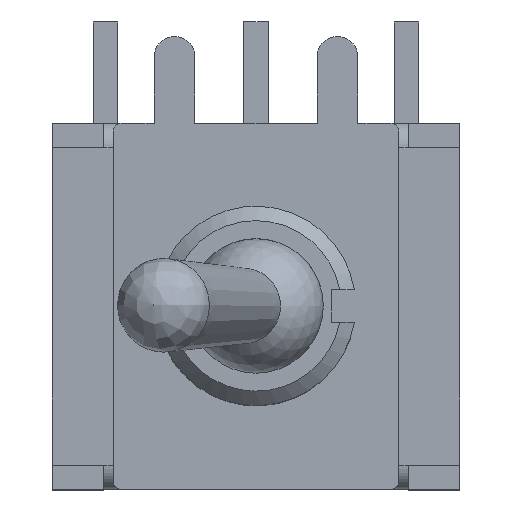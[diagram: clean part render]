
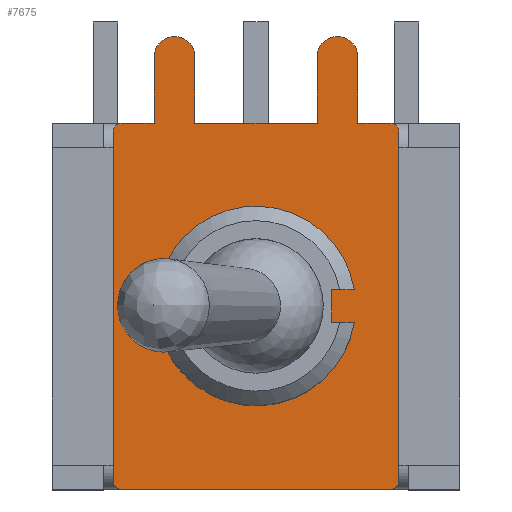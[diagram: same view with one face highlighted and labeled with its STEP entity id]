
A CAD part, top view. The second image highlights one B-rep face of the part: STEP entity #7675.
In plain terms, the highlighted planar face has unit normal (0, 0, 1).
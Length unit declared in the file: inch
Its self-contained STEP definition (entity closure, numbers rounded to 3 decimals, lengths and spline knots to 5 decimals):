
#229=FACE_BOUND('',#704,.T.);
#253=FACE_OUTER_BOUND('',#703,.T.);
#703=EDGE_LOOP('',(#5062,#5063,#5064,#5065,#5066,#5067,#5068,#5069,#5070,
#5071,#5072,#5073,#5074,#5075,#5076,#5077));
#704=EDGE_LOOP('',(#5078,#5079,#5080,#5081));
#1179=CIRCLE('',#8155,0.00984);
#1180=CIRCLE('',#8156,0.00984);
#1181=CIRCLE('',#8157,0.00984);
#1182=CIRCLE('',#8158,0.00984);
#1183=CIRCLE('',#8159,0.025);
#1184=CIRCLE('',#8160,0.025);
#1185=CIRCLE('',#8161,0.12244);
#1338=LINE('',#11018,#2255);
#1339=LINE('',#11022,#2256);
#1340=LINE('',#11026,#2257);
#1341=LINE('',#11030,#2258);
#1342=LINE('',#11032,#2259);
#1343=LINE('',#11036,#2260);
#1344=LINE('',#11038,#2261);
#1345=LINE('',#11040,#2262);
#1346=LINE('',#11044,#2263);
#1347=LINE('',#11045,#2264);
#1348=LINE('',#11048,#2265);
#1349=LINE('',#11050,#2266);
#1350=LINE('',#11052,#2267);
#2255=VECTOR('',#8817,0.3937);
#2256=VECTOR('',#8820,0.3937);
#2257=VECTOR('',#8823,0.3937);
#2258=VECTOR('',#8826,0.3937);
#2259=VECTOR('',#8827,0.3937);
#2260=VECTOR('',#8830,0.3937);
#2261=VECTOR('',#8831,0.3937);
#2262=VECTOR('',#8832,0.3937);
#2263=VECTOR('',#8835,0.3937);
#2264=VECTOR('',#8836,0.3937);
#2265=VECTOR('',#8837,0.3937);
#2266=VECTOR('',#8838,0.3937);
#2267=VECTOR('',#8839,0.3937);
#3178=VERTEX_POINT('',#11014);
#3179=VERTEX_POINT('',#11015);
#3180=VERTEX_POINT('',#11017);
#3181=VERTEX_POINT('',#11019);
#3182=VERTEX_POINT('',#11021);
#3183=VERTEX_POINT('',#11023);
#3184=VERTEX_POINT('',#11025);
#3185=VERTEX_POINT('',#11027);
#3186=VERTEX_POINT('',#11029);
#3187=VERTEX_POINT('',#11031);
#3188=VERTEX_POINT('',#11033);
#3189=VERTEX_POINT('',#11035);
#3190=VERTEX_POINT('',#11037);
#3191=VERTEX_POINT('',#11039);
#3192=VERTEX_POINT('',#11041);
#3193=VERTEX_POINT('',#11043);
#3194=VERTEX_POINT('',#11046);
#3195=VERTEX_POINT('',#11047);
#3196=VERTEX_POINT('',#11049);
#3197=VERTEX_POINT('',#11051);
#3908=EDGE_CURVE('',#3178,#3179,#1179,.T.);
#3909=EDGE_CURVE('',#3180,#3178,#1338,.T.);
#3910=EDGE_CURVE('',#3181,#3180,#1180,.T.);
#3911=EDGE_CURVE('',#3182,#3181,#1339,.T.);
#3912=EDGE_CURVE('',#3183,#3182,#1181,.T.);
#3913=EDGE_CURVE('',#3184,#3183,#1340,.T.);
#3914=EDGE_CURVE('',#3185,#3184,#1182,.T.);
#3915=EDGE_CURVE('',#3186,#3185,#1341,.T.);
#3916=EDGE_CURVE('',#3187,#3186,#1342,.T.);
#3917=EDGE_CURVE('',#3188,#3187,#1183,.T.);
#3918=EDGE_CURVE('',#3189,#3188,#1343,.T.);
#3919=EDGE_CURVE('',#3190,#3189,#1344,.T.);
#3920=EDGE_CURVE('',#3191,#3190,#1345,.T.);
#3921=EDGE_CURVE('',#3192,#3191,#1184,.T.);
#3922=EDGE_CURVE('',#3193,#3192,#1346,.T.);
#3923=EDGE_CURVE('',#3179,#3193,#1347,.T.);
#3924=EDGE_CURVE('',#3194,#3195,#1348,.T.);
#3925=EDGE_CURVE('',#3196,#3194,#1349,.T.);
#3926=EDGE_CURVE('',#3197,#3196,#1350,.T.);
#3927=EDGE_CURVE('',#3195,#3197,#1185,.T.);
#5062=ORIENTED_EDGE('',*,*,#3908,.F.);
#5063=ORIENTED_EDGE('',*,*,#3909,.F.);
#5064=ORIENTED_EDGE('',*,*,#3910,.F.);
#5065=ORIENTED_EDGE('',*,*,#3911,.F.);
#5066=ORIENTED_EDGE('',*,*,#3912,.F.);
#5067=ORIENTED_EDGE('',*,*,#3913,.F.);
#5068=ORIENTED_EDGE('',*,*,#3914,.F.);
#5069=ORIENTED_EDGE('',*,*,#3915,.F.);
#5070=ORIENTED_EDGE('',*,*,#3916,.F.);
#5071=ORIENTED_EDGE('',*,*,#3917,.F.);
#5072=ORIENTED_EDGE('',*,*,#3918,.F.);
#5073=ORIENTED_EDGE('',*,*,#3919,.F.);
#5074=ORIENTED_EDGE('',*,*,#3920,.F.);
#5075=ORIENTED_EDGE('',*,*,#3921,.F.);
#5076=ORIENTED_EDGE('',*,*,#3922,.F.);
#5077=ORIENTED_EDGE('',*,*,#3923,.F.);
#5078=ORIENTED_EDGE('',*,*,#3924,.F.);
#5079=ORIENTED_EDGE('',*,*,#3925,.F.);
#5080=ORIENTED_EDGE('',*,*,#3926,.F.);
#5081=ORIENTED_EDGE('',*,*,#3927,.F.);
#7352=PLANE('',#8154);
#7675=ADVANCED_FACE('',(#253,#229),#7352,.F.);
#8154=AXIS2_PLACEMENT_3D('',#11013,#8813,#8814);
#8155=AXIS2_PLACEMENT_3D('',#11016,#8815,#8816);
#8156=AXIS2_PLACEMENT_3D('',#11020,#8818,#8819);
#8157=AXIS2_PLACEMENT_3D('',#11024,#8821,#8822);
#8158=AXIS2_PLACEMENT_3D('',#11028,#8824,#8825);
#8159=AXIS2_PLACEMENT_3D('',#11034,#8828,#8829);
#8160=AXIS2_PLACEMENT_3D('',#11042,#8833,#8834);
#8161=AXIS2_PLACEMENT_3D('',#11053,#8840,#8841);
#8813=DIRECTION('center_axis',(0.,0.,
-1.));
#8814=DIRECTION('ref_axis',(0.,-1.,0.));
#8815=DIRECTION('center_axis',(0.,0.,
-1.));
#8816=DIRECTION('ref_axis',(-0.707,0.707,0.));
#8817=DIRECTION('',(0.,1.,0.));
#8818=DIRECTION('center_axis',(0.,0.,
-1.));
#8819=DIRECTION('ref_axis',(-0.707,-0.707,0.));
#8820=DIRECTION('',(-1.,0.,0.));
#8821=DIRECTION('center_axis',(0.,0.,
-1.));
#8822=DIRECTION('ref_axis',(0.707,-0.707,0.));
#8823=DIRECTION('',(0.,-1.,0.));
#8824=DIRECTION('center_axis',(0.,0.,
-1.));
#8825=DIRECTION('ref_axis',(0.707,0.707,0.));
#8826=DIRECTION('',(1.,0.,0.));
#8827=DIRECTION('',(0.,-1.,0.));
#8828=DIRECTION('center_axis',(0.,0.,
-1.));
#8829=DIRECTION('ref_axis',(-1.,0.,0.));
#8830=DIRECTION('',(0.,1.,0.));
#8831=DIRECTION('',(1.,0.,0.));
#8832=DIRECTION('',(0.,-1.,0.));
#8833=DIRECTION('center_axis',(0.,0.,
-1.));
#8834=DIRECTION('ref_axis',(-1.,0.,0.));
#8835=DIRECTION('',(0.,1.,0.));
#8836=DIRECTION('',(1.,0.,0.));
#8837=DIRECTION('',(1.,0.,0.));
#8838=DIRECTION('',(0.,1.,0.));
#8839=DIRECTION('',(-1.,0.,0.));
#8840=DIRECTION('center_axis',(0.,0.,
1.));
#8841=DIRECTION('ref_axis',(0.986,0.164,0.));
#11013=CARTESIAN_POINT('Origin',(0.,0.05762,
0.36969));
#11014=CARTESIAN_POINT('',(-0.1752,0.21516,0.36969));
#11015=CARTESIAN_POINT('',(-0.16535,0.225,0.36969));
#11016=CARTESIAN_POINT('Origin',(-0.16535,0.21516,0.36969));
#11017=CARTESIAN_POINT('',(-0.1752,-0.21516,0.36969));
#11018=CARTESIAN_POINT('',(-0.1752,-0.225,0.36969));
#11019=CARTESIAN_POINT('',(-0.16535,-0.225,0.36969));
#11020=CARTESIAN_POINT('Origin',(-0.16535,-0.21516,
0.36969));
#11021=CARTESIAN_POINT('',(0.16535,-0.225,0.36969));
#11022=CARTESIAN_POINT('',(0.1752,-0.225,0.36969));
#11023=CARTESIAN_POINT('',(0.1752,-0.21516,0.36969));
#11024=CARTESIAN_POINT('Origin',(0.16535,-0.21516,0.36969));
#11025=CARTESIAN_POINT('',(0.1752,0.21516,0.36969));
#11026=CARTESIAN_POINT('',(0.1752,0.225,0.36969));
#11027=CARTESIAN_POINT('',(0.16535,0.225,0.36969));
#11028=CARTESIAN_POINT('Origin',(0.16535,0.21516,0.36969));
#11029=CARTESIAN_POINT('',(0.125,0.225,0.36969));
#11030=CARTESIAN_POINT('',(0.125,0.225,0.36969));
#11031=CARTESIAN_POINT('',(0.125,0.3063,0.36969));
#11032=CARTESIAN_POINT('',(0.125,0.3063,0.36969));
#11033=CARTESIAN_POINT('',(0.075,0.3063,0.36969));
#11034=CARTESIAN_POINT('Origin',(0.1,0.3063,0.36969));
#11035=CARTESIAN_POINT('',(0.075,0.225,0.36969));
#11036=CARTESIAN_POINT('',(0.075,0.225,0.36969));
#11037=CARTESIAN_POINT('',(-0.075,0.225,0.36969));
#11038=CARTESIAN_POINT('',(-0.075,0.225,0.36969));
#11039=CARTESIAN_POINT('',(-0.075,0.3063,0.36969));
#11040=CARTESIAN_POINT('',(-0.075,0.3063,0.36969));
#11041=CARTESIAN_POINT('',(-0.125,0.3063,0.36969));
#11042=CARTESIAN_POINT('Origin',(-0.1,0.3063,0.36969));
#11043=CARTESIAN_POINT('',(-0.125,0.225,0.36969));
#11044=CARTESIAN_POINT('',(-0.125,0.225,0.36969));
#11045=CARTESIAN_POINT('',(-0.1752,0.225,0.36969));
#11046=CARTESIAN_POINT('',(0.09283,0.02008,0.36969));
#11047=CARTESIAN_POINT('',(0.12078,0.02008,0.36969));
#11048=CARTESIAN_POINT('',(0.09283,0.02008,0.36969));
#11049=CARTESIAN_POINT('',(0.09283,-0.02008,0.36969));
#11050=CARTESIAN_POINT('',(0.09283,-0.02008,0.36969));
#11051=CARTESIAN_POINT('',(0.12078,-0.02008,0.36969));
#11052=CARTESIAN_POINT('',(0.12078,-0.02008,0.36969));
#11053=CARTESIAN_POINT('Origin',(0.,0.,
0.36969));
